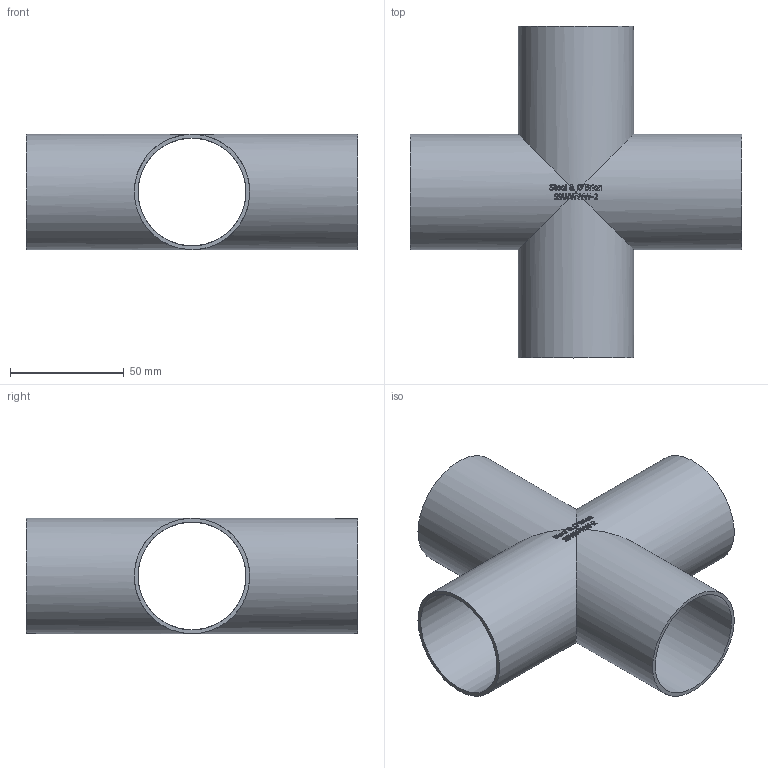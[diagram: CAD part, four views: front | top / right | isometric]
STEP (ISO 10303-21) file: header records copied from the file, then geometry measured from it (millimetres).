
FILE_DESCRIPTION(/* description */ (''),/* implementation_level */ '2;1');
FILE_NAME(/* name */ 'S9WWWW-2.stp',/* time_stamp */ '2018-11-30T11:36:09-05:00',/* author */ ('rick'),/* organization */ (''),/* preprocessor_version */ 'ST-DEVELOPER v15.2',/* originating_system */ 'Autodesk Inventor 2014',/* authorisation */ '');
FILE_SCHEMA (('AUTOMOTIVE_DESIGN { 1 0 10303 214 3 1 1 }'));
Length unit declared in the file: inch
Products named in the file (1): S9WWWW-2
Bounding box: 146.05 x 146.05 x 50.8 mm (x, y, z)
Volume: 58500.1 mm3; surface area: 71908.6 mm2
Topology: 1 solids, 1 shells, 375 faces, 1059 edges, 704 vertices
Faces by surface type: bspline 165, plane 152, cylinder 58
Full cylindrical faces by diameter (mm): 47.498 x4, 50.8 x4
Entity records: 14865 total; most frequent: CARTESIAN_POINT 6358, ORIENTED_EDGE 2018, DIRECTION 1311, EDGE_CURVE 1009, VERTEX_POINT 674, AXIS2_PLACEMENT_3D 438, LINE 435, VECTOR 435
